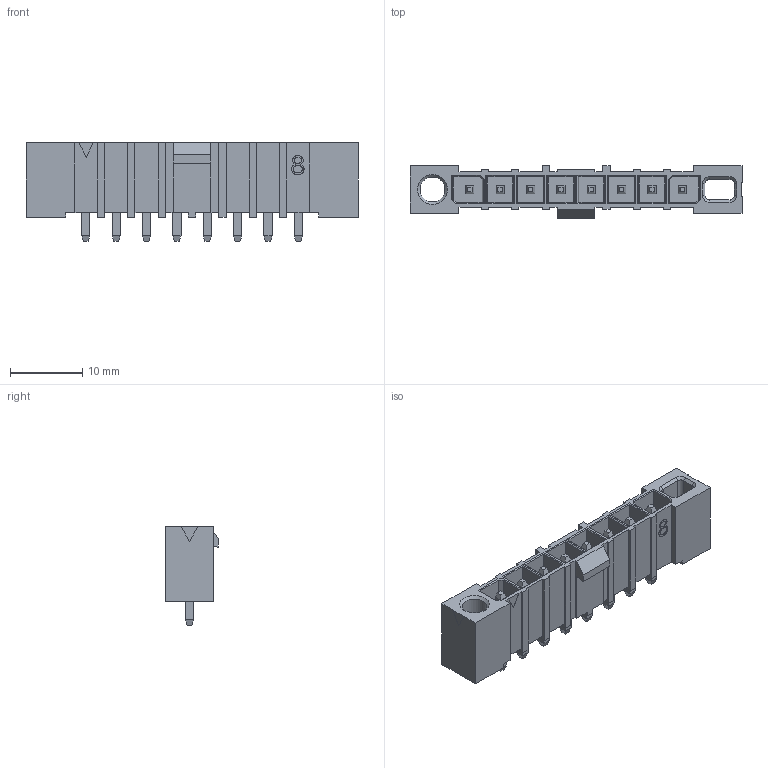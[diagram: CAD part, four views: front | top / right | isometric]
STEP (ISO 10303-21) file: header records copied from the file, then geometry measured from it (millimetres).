
FILE_DESCRIPTION( ('This file contains a STEP AP42 implementation' ,'as created by ZW3D STEP Interface translator.') ,'2;1' );
FILE_NAME( 'WF41901D-1WS08XXB01.stp' ,'24 1 8.174557', (''), ('ZWCAD Software Co.'), 'Version 1.0', 'ZW3D to STEP translator', '' );
FILE_SCHEMA(('AUTOMOTIVE_DESIGN { 1 0 10303 214 1 1 1 1 }'));
Length unit declared in the file: millimetre
Products named in the file (2): 0; WF41901D-1WS08XXB01
Bounding box: 45.81 x 7.26 x 13.6 mm (x, y, z)
Volume: 1569.2 mm3; surface area: 3283.7 mm2
Topology: 1 solids, 1 shells, 667 faces, 1730 edges, 1117 vertices
Faces by surface type: plane 635, bspline 16, cylinder 11, cone 5
Full cylindrical faces by diameter (mm): 3.43 x1
Entity records: 20681 total; most frequent: CARTESIAN_POINT 3781, ORIENTED_EDGE 3460, DIRECTION 3027, EDGE_CURVE 1730, VECTOR 1669, LINE 1669, VERTEX_POINT 1117, EDGE_LOOP 723
